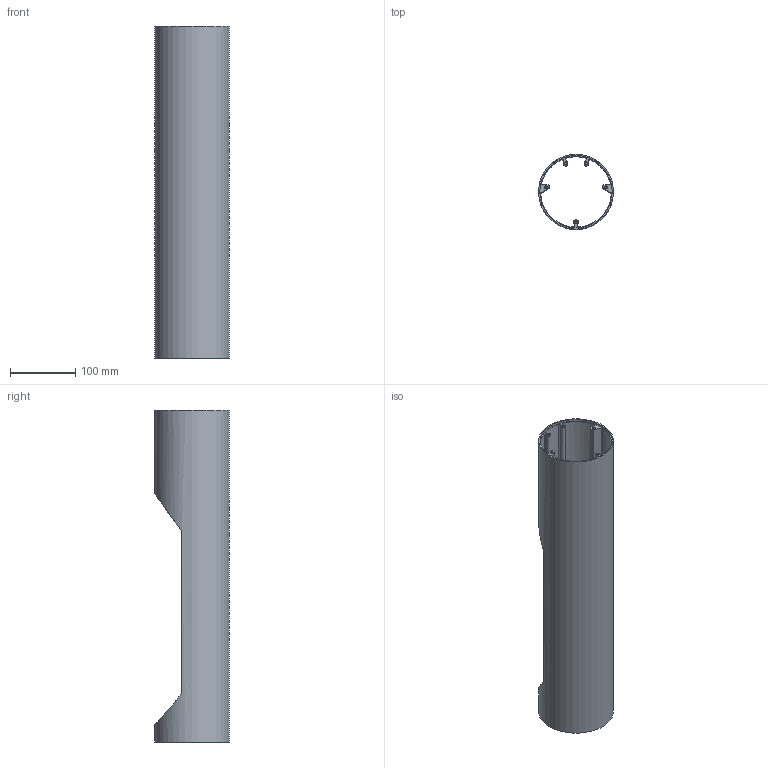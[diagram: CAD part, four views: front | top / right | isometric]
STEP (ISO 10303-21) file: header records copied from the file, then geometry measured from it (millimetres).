
FILE_DESCRIPTION(('STEP AP214'),'1');
FILE_NAME('kt','2019-04-09T04:55:39',('Administrator'),(' '),'Spatial InterOp 3D',' ',' ');
FILE_SCHEMA(('automotive_design'));
Length unit declared in the file: millimetre
Products named in the file (1): 1
Bounding box: 115 x 115 x 510 mm (x, y, z)
Volume: 525313.3 mm3; surface area: 305969.2 mm2
Topology: 1 solids, 1 shells, 155 faces, 428 edges, 283 vertices
Faces by surface type: cylinder 80, plane 65, cone 9, bspline 1
Full cylindrical faces by diameter (mm): 1.6 x2, 2.5 x2, 3.3 x5, 111.2 x2, 115 x1
Entity records: 9244 total; most frequent: CARTESIAN_POINT 1983, DIRECTION 848, ORIENTED_EDGE 810, STYLED_ITEM 561, PRESENTATION_STYLE_ASSIGNMENT 561, COLOUR_RGB 561, EDGE_CURVE 405, CURVE_STYLE 405
